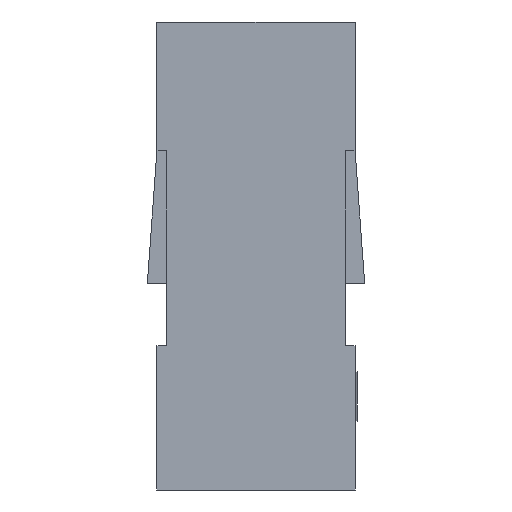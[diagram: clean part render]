
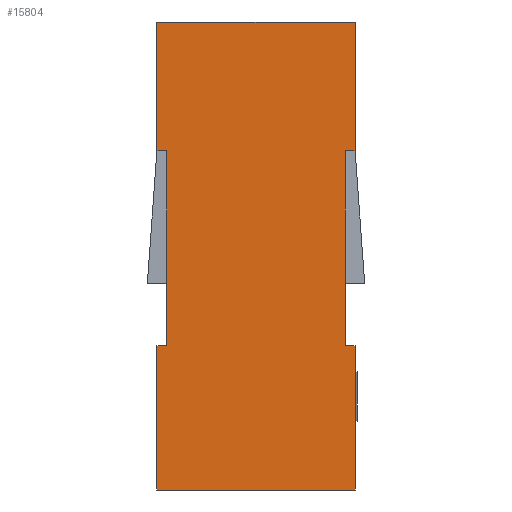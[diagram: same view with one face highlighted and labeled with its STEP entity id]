
A CAD part, left-side view. The second image highlights one B-rep face of the part: STEP entity #15804.
In plain terms, the highlighted planar face has unit normal (-1, 0, 0).
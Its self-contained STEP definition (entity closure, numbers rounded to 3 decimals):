
#160 = CARTESIAN_POINT ( 'NONE',  ( -6.35, -2.048, 8.7 ) ) ;
#201 = DIRECTION ( 'NONE',  ( 0., 0., 1. ) ) ;
#234 = DIRECTION ( 'NONE',  ( 0., -1., 0. ) ) ;
#273 = DIRECTION ( 'NONE',  ( 0., 1., 0. ) ) ;
#928 = VERTEX_POINT ( 'NONE', #9463 ) ;
#1077 = CARTESIAN_POINT ( 'NONE',  ( -6.35, 3.56, 8.7 ) ) ;
#1304 = EDGE_CURVE ( 'NONE', #2360, #11053, #15998, .T. ) ;
#1606 = VECTOR ( 'NONE', #5079, 1000. ) ;
#1843 = CARTESIAN_POINT ( 'NONE',  ( -6.35, 0., 12. ) ) ;
#1920 = LINE ( 'NONE', #18975, #18632 ) ;
#1977 = CARTESIAN_POINT ( 'NONE',  ( -6.35, 0., 0. ) ) ;
#2360 = VERTEX_POINT ( 'NONE', #8276 ) ;
#2746 = EDGE_CURVE ( 'NONE', #12637, #2360, #10720, .T. ) ;
#2771 = CARTESIAN_POINT ( 'NONE',  ( -6.35, 3.81, 12. ) ) ;
#2831 = CARTESIAN_POINT ( 'NONE',  ( -6.35, 3.56, 3.7 ) ) ;
#3112 = VECTOR ( 'NONE', #12361, 1000. ) ;
#3346 = VECTOR ( 'NONE', #7575, 1000. ) ;
#3437 = LINE ( 'NONE', #18522, #14716 ) ;
#3503 = CARTESIAN_POINT ( 'NONE',  ( -6.35, 3.81, 0. ) ) ;
#4119 = CARTESIAN_POINT ( 'NONE',  ( -6.35, -1.02, 3.7 ) ) ;
#4171 = EDGE_CURVE ( 'NONE', #4796, #11053, #5806, .T. ) ;
#4197 = ORIENTED_EDGE ( 'NONE', *, *, #5932, .T. ) ;
#4285 = VECTOR ( 'NONE', #15508, 1000. ) ;
#4624 = CARTESIAN_POINT ( 'NONE',  ( -6.35, 4.588, 3.7 ) ) ;
#4796 = VERTEX_POINT ( 'NONE', #3503 ) ;
#4829 = CARTESIAN_POINT ( 'NONE',  ( -6.35, 3.81, 3.7 ) ) ;
#4918 = DIRECTION ( 'NONE',  ( 1., 0., 0. ) ) ;
#4922 = DIRECTION ( 'NONE',  ( 0., 0., -1. ) ) ;
#5023 = EDGE_CURVE ( 'NONE', #6388, #11022, #16303, .T. ) ;
#5049 = EDGE_CURVE ( 'NONE', #15247, #14741, #19762, .T. ) ;
#5079 = DIRECTION ( 'NONE',  ( 0., -1., 0. ) ) ;
#5135 = PLANE ( 'NONE',  #5571 ) ;
#5571 = AXIS2_PLACEMENT_3D ( 'NONE', #16100, #4918, #273 ) ;
#5806 = LINE ( 'NONE', #1977, #1606 ) ;
#5932 = EDGE_CURVE ( 'NONE', #12637, #928, #3437, .T. ) ;
#6013 = LINE ( 'NONE', #15356, #4285 ) ;
#6253 = FACE_OUTER_BOUND ( 'NONE', #18812, .T. ) ;
#6388 = VERTEX_POINT ( 'NONE', #2831 ) ;
#6422 = CARTESIAN_POINT ( 'NONE',  ( -6.35, -1.27, 0. ) ) ;
#6847 = ORIENTED_EDGE ( 'NONE', *, *, #5023, .T. ) ;
#6876 = ORIENTED_EDGE ( 'NONE', *, *, #19838, .T. ) ;
#6911 = CARTESIAN_POINT ( 'NONE',  ( -6.35, 3.81, 8.7 ) ) ;
#6924 = VECTOR ( 'NONE', #12708, 1000. ) ;
#7575 = DIRECTION ( 'NONE',  ( 0., -1., 0. ) ) ;
#7780 = LINE ( 'NONE', #20149, #3112 ) ;
#8151 = ORIENTED_EDGE ( 'NONE', *, *, #2746, .F. ) ;
#8276 = CARTESIAN_POINT ( 'NONE',  ( -6.35, -1.27, 3.7 ) ) ;
#8351 = ORIENTED_EDGE ( 'NONE', *, *, #14636, .F. ) ;
#8453 = LINE ( 'NONE', #1077, #11862 ) ;
#8622 = VECTOR ( 'NONE', #234, 1000. ) ;
#8742 = EDGE_CURVE ( 'NONE', #18980, #14741, #16588, .T. ) ;
#9463 = CARTESIAN_POINT ( 'NONE',  ( -6.35, -1.02, 8.7 ) ) ;
#10352 = ORIENTED_EDGE ( 'NONE', *, *, #18095, .T. ) ;
#10435 = ORIENTED_EDGE ( 'NONE', *, *, #1304, .F. ) ;
#10457 = VECTOR ( 'NONE', #19145, 1000. ) ;
#10720 = LINE ( 'NONE', #4624, #3346 ) ;
#11022 = VERTEX_POINT ( 'NONE', #4829 ) ;
#11053 = VERTEX_POINT ( 'NONE', #6422 ) ;
#11194 = CARTESIAN_POINT ( 'NONE',  ( -6.35, -1.27, 12. ) ) ;
#11502 = CARTESIAN_POINT ( 'NONE',  ( -6.35, 3.56, 8.7 ) ) ;
#11566 = LINE ( 'NONE', #1843, #8622 ) ;
#11862 = VECTOR ( 'NONE', #13706, 1000. ) ;
#12098 = VECTOR ( 'NONE', #20028, 1000. ) ;
#12361 = DIRECTION ( 'NONE',  ( 0., -1., 0. ) ) ;
#12637 = VERTEX_POINT ( 'NONE', #4119 ) ;
#12708 = DIRECTION ( 'NONE',  ( 0., 0., -1. ) ) ;
#13024 = ORIENTED_EDGE ( 'NONE', *, *, #18116, .F. ) ;
#13332 = ORIENTED_EDGE ( 'NONE', *, *, #18856, .F. ) ;
#13543 = CARTESIAN_POINT ( 'NONE',  ( -6.35, -1.27, 12. ) ) ;
#13706 = DIRECTION ( 'NONE',  ( 0., 0., 1. ) ) ;
#14636 = EDGE_CURVE ( 'NONE', #14917, #18418, #1920, .T. ) ;
#14716 = VECTOR ( 'NONE', #201, 1000. ) ;
#14741 = VERTEX_POINT ( 'NONE', #6911 ) ;
#14831 = CARTESIAN_POINT ( 'NONE',  ( -6.35, -1.27, 8.7 ) ) ;
#14917 = VERTEX_POINT ( 'NONE', #13543 ) ;
#15058 = DIRECTION ( 'NONE',  ( 0., 0., -1. ) ) ;
#15130 = CARTESIAN_POINT ( 'NONE',  ( -6.35, 3.81, 12. ) ) ;
#15247 = VERTEX_POINT ( 'NONE', #15130 ) ;
#15267 = CARTESIAN_POINT ( 'NONE',  ( -6.35, -2.048, 3.7 ) ) ;
#15356 = CARTESIAN_POINT ( 'NONE',  ( -6.35, 3.81, 12. ) ) ;
#15508 = DIRECTION ( 'NONE',  ( 0., 0., -1. ) ) ;
#15581 = VECTOR ( 'NONE', #15058, 1000. ) ;
#15804 = ADVANCED_FACE ( 'NONE', ( #6253 ), #5135, .F. ) ;
#15998 = LINE ( 'NONE', #11194, #6924 ) ;
#16100 = CARTESIAN_POINT ( 'NONE',  ( -6.35, 0., 12. ) ) ;
#16303 = LINE ( 'NONE', #15267, #12098 ) ;
#16588 = LINE ( 'NONE', #160, #10457 ) ;
#18095 = EDGE_CURVE ( 'NONE', #11022, #4796, #6013, .T. ) ;
#18116 = EDGE_CURVE ( 'NONE', #6388, #18980, #8453, .T. ) ;
#18418 = VERTEX_POINT ( 'NONE', #14831 ) ;
#18522 = CARTESIAN_POINT ( 'NONE',  ( -6.35, -1.02, 8.7 ) ) ;
#18632 = VECTOR ( 'NONE', #4922, 1000. ) ;
#18812 = EDGE_LOOP ( 'NONE', ( #4197, #6876, #8351, #13332, #18936, #20410, #13024, #6847, #10352, #20422, #10435, #8151 ) ) ;
#18856 = EDGE_CURVE ( 'NONE', #15247, #14917, #11566, .T. ) ;
#18936 = ORIENTED_EDGE ( 'NONE', *, *, #5049, .T. ) ;
#18975 = CARTESIAN_POINT ( 'NONE',  ( -6.35, -1.27, 12. ) ) ;
#18980 = VERTEX_POINT ( 'NONE', #11502 ) ;
#19145 = DIRECTION ( 'NONE',  ( 0., 1., 0. ) ) ;
#19762 = LINE ( 'NONE', #2771, #15581 ) ;
#19838 = EDGE_CURVE ( 'NONE', #928, #18418, #7780, .T. ) ;
#20028 = DIRECTION ( 'NONE',  ( 0., 1., 0. ) ) ;
#20149 = CARTESIAN_POINT ( 'NONE',  ( -6.35, 4.588, 8.7 ) ) ;
#20410 = ORIENTED_EDGE ( 'NONE', *, *, #8742, .F. ) ;
#20422 = ORIENTED_EDGE ( 'NONE', *, *, #4171, .T. ) ;
